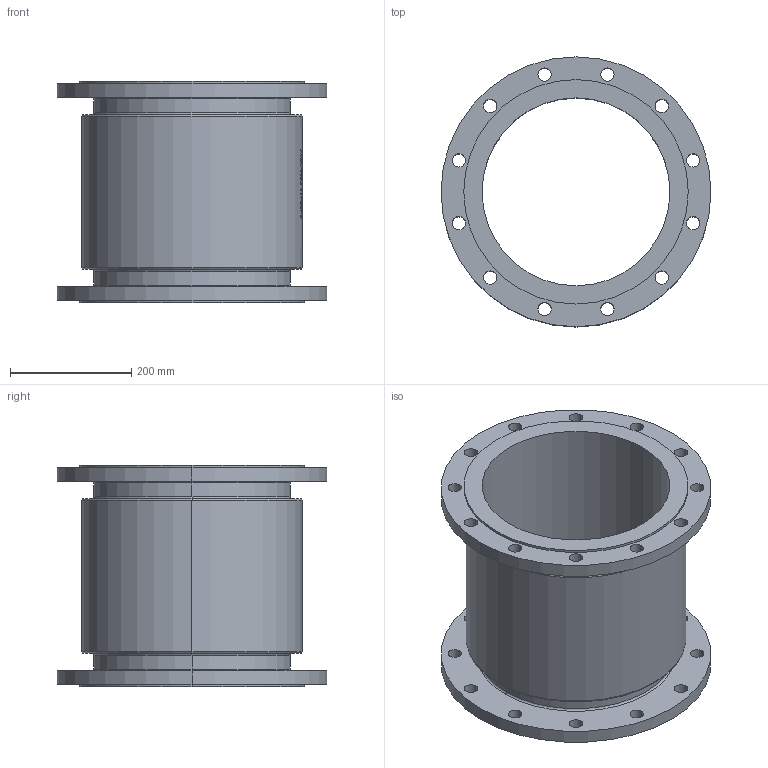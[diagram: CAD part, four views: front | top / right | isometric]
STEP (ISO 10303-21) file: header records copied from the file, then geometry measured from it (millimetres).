
FILE_DESCRIPTION (( 'STEP AP214' ), '1' );
FILE_NAME ('7120000_DN300_PN10_1190555.STEP', '2022-02-24T06:46:09', ( 'axxx' ), ( 'Hewlett-Packard Company' ), 'SwSTEP 2.0', 'SolidWorks 2019', '' );
FILE_SCHEMA (( 'AUTOMOTIVE_DESIGN' ));
Length unit declared in the file: millimetre
Products named in the file (1): 7120000_DN300_PN10_1190555
Bounding box: 445 x 445 x 365 mm (x, y, z)
Volume: 11176525 mm3; surface area: 1140648.4 mm2
Topology: 1 solids, 1 shells, 542 faces, 1410 edges, 936 vertices
Faces by surface type: plane 228, bspline 219, cylinder 83, torus 12
Entity records: 30649 total; most frequent: CARTESIAN_POINT 18637, ORIENTED_EDGE 2820, DIRECTION 1786, EDGE_CURVE 1410, VERTEX_POINT 936, LINE 722, VECTOR 722, EDGE_LOOP 658
